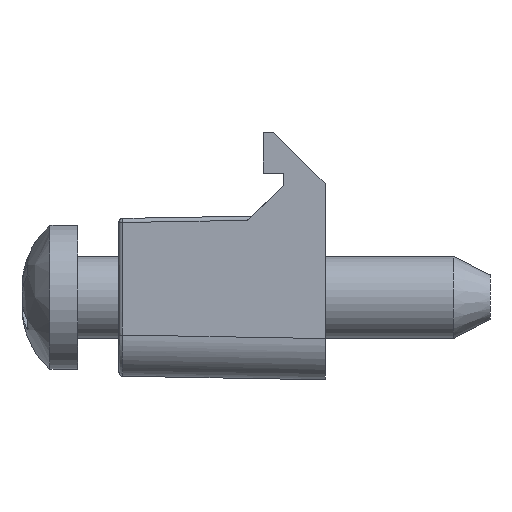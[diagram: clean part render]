
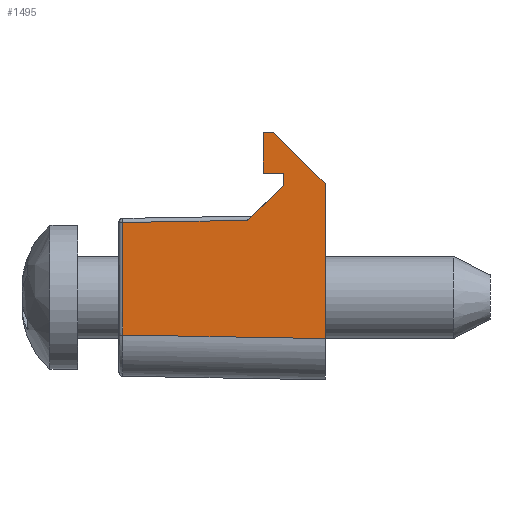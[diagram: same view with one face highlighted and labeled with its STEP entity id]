
A CAD part, left-side view. The second image highlights one B-rep face of the part: STEP entity #1495.
In plain terms, the highlighted planar face has unit normal (-1, 0.018, 0).
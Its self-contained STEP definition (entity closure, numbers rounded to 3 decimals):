
#847=FACE_OUTER_BOUND('',#1756,.T.);
#1038=LINE('',#4841,#1288);
#1049=LINE('',#4924,#1299);
#1050=LINE('',#4926,#1300);
#1051=LINE('',#4927,#1301);
#1052=LINE('',#4929,#1302);
#1053=LINE('',#4931,#1303);
#1054=LINE('',#4933,#1304);
#1055=LINE('',#4935,#1305);
#1056=LINE('',#4937,#1306);
#1057=LINE('',#4939,#1307);
#1288=VECTOR('',#3822,1.);
#1299=VECTOR('',#3885,1.);
#1300=VECTOR('',#3888,1.);
#1301=VECTOR('',#3889,1.);
#1302=VECTOR('',#3890,1.);
#1303=VECTOR('',#3891,1.);
#1304=VECTOR('',#3892,1.);
#1305=VECTOR('',#3893,1.);
#1306=VECTOR('',#3894,1.);
#1307=VECTOR('',#3895,1.);
#1495=ADVANCED_FACE('15883',(#847),#1610,.F.);
#1610=PLANE('',#3385);
#1756=EDGE_LOOP('',(#2228,#2229,#2230,#2231,#2232,#2233,#2234,#2235,#2236,
#2237));
#2228=ORIENTED_EDGE('',*,*,#3036,.F.);
#2229=ORIENTED_EDGE('',*,*,#3037,.F.);
#2230=ORIENTED_EDGE('',*,*,#3006,.F.);
#2231=ORIENTED_EDGE('',*,*,#3038,.T.);
#2232=ORIENTED_EDGE('',*,*,#3039,.T.);
#2233=ORIENTED_EDGE('',*,*,#3040,.F.);
#2234=ORIENTED_EDGE('',*,*,#3041,.T.);
#2235=ORIENTED_EDGE('',*,*,#3042,.T.);
#2236=ORIENTED_EDGE('',*,*,#3043,.T.);
#2237=ORIENTED_EDGE('',*,*,#3044,.F.);
#2712=VERTEX_POINT('',#4840);
#2713=VERTEX_POINT('',#4842);
#2729=VERTEX_POINT('',#4916);
#2730=VERTEX_POINT('',#4923);
#2731=VERTEX_POINT('',#4928);
#2732=VERTEX_POINT('',#4930);
#2733=VERTEX_POINT('',#4932);
#2734=VERTEX_POINT('',#4934);
#2735=VERTEX_POINT('',#4936);
#2736=VERTEX_POINT('',#4938);
#3006=EDGE_CURVE('20594',#2712,#2713,#1038,.T.);
#3036=EDGE_CURVE('19808',#2730,#2729,#1049,.T.);
#3037=EDGE_CURVE('20668',#2713,#2730,#1050,.T.);
#3038=EDGE_CURVE('16555',#2712,#2731,#1051,.T.);
#3039=EDGE_CURVE('16564',#2731,#2732,#1052,.T.);
#3040=EDGE_CURVE('16577',#2733,#2732,#1053,.T.);
#3041=EDGE_CURVE('16507',#2733,#2734,#1054,.T.);
#3042=EDGE_CURVE('16520',#2734,#2735,#1055,.T.);
#3043=EDGE_CURVE('20082',#2735,#2736,#1056,.T.);
#3044=EDGE_CURVE('19805',#2729,#2736,#1057,.T.);
#3385=AXIS2_PLACEMENT_3D('',#4940,#3896,#3897);
#3822=DIRECTION('',(0.,0.,-1.));
#3885=DIRECTION('',(0.,0.,1.));
#3888=DIRECTION('',(0.017,1.,0.017));
#3889=DIRECTION('',(0.012,0.707,0.707));
#3890=DIRECTION('',(0.017,1.,-0.017));
#3891=DIRECTION('',(0.,0.,1.));
#3892=DIRECTION('',(-0.017,-1.,-0.017));
#3893=DIRECTION('',(0.,0.,-1.));
#3894=DIRECTION('',(0.013,0.731,-0.682));
#3895=DIRECTION('',(-0.017,-1.,0.017));
#3896=DIRECTION('',(1.,-0.017,0.));
#3897=DIRECTION('',(0.,0.,-1.));
#4840=CARTESIAN_POINT('',(0.,8.,9.5));
#4841=CARTESIAN_POINT('',(0.,8.,9.5));
#4842=CARTESIAN_POINT('',(0.,8.,2.));
#4916=CARTESIAN_POINT('',(0.171,17.803,7.629));
#4923=CARTESIAN_POINT('',(0.171,17.803,2.171));
#4924=CARTESIAN_POINT('',(0.171,17.803,1.846));
#4926=CARTESIAN_POINT('',(-0.003,7.844,1.997));
#4927=CARTESIAN_POINT('',(0.,8.,9.5));
#4928=CARTESIAN_POINT('',(0.044,10.509,12.009));
#4929=CARTESIAN_POINT('',(0.044,10.509,12.009));
#4930=CARTESIAN_POINT('',(0.052,11.,12.));
#4931=CARTESIAN_POINT('',(0.052,11.,10.017));
#4932=CARTESIAN_POINT('',(0.052,11.,10.017));
#4933=CARTESIAN_POINT('',(0.052,11.,10.017));
#4934=CARTESIAN_POINT('',(0.035,10.,10.));
#4935=CARTESIAN_POINT('',(0.035,10.,10.));
#4936=CARTESIAN_POINT('',(0.035,10.,9.4));
#4937=CARTESIAN_POINT('',(0.035,10.,9.4));
#4938=CARTESIAN_POINT('',(0.066,11.785,7.734));
#4939=CARTESIAN_POINT('',(0.171,17.803,7.629));
#4940=CARTESIAN_POINT('',(0.,8.,13.2));
